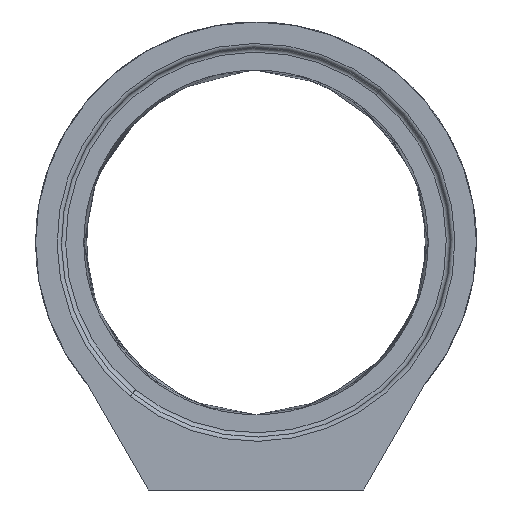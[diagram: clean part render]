
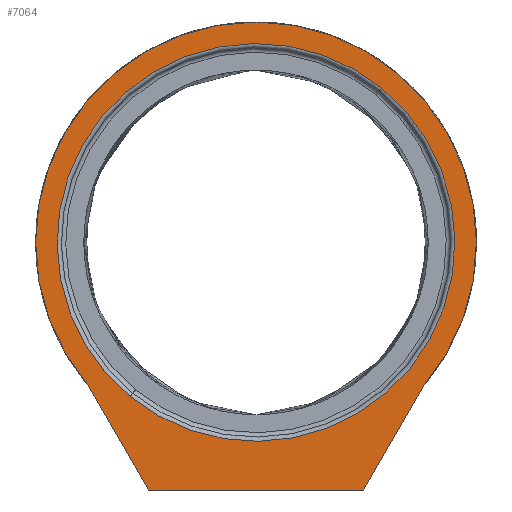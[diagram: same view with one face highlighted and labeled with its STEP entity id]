
A CAD part, left-side view. The second image highlights one B-rep face of the part: STEP entity #7064.
In plain terms, the highlighted face is planar.
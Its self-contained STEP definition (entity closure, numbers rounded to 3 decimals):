
#144 = DIRECTION ( 'NONE',  ( 0., 0., 1. ) ) ;
#297 = EDGE_LOOP ( 'NONE', ( #22200, #9172 ) ) ;
#860 = CARTESIAN_POINT ( 'NONE',  ( -357.878, -292.177, -100. ) ) ;
#882 = EDGE_CURVE ( 'NONE', #8290, #9464, #2891, .T. ) ;
#947 = ORIENTED_EDGE ( 'NONE', *, *, #12357, .F. ) ;
#2365 = CARTESIAN_POINT ( 'NONE',  ( 0., 0., -100. ) ) ;
#2574 = DIRECTION ( 'NONE',  ( -0.866, 0.5, 0. ) ) ;
#2781 = EDGE_CURVE ( 'NONE', #20293, #8290, #6052, .T. ) ;
#2891 = LINE ( 'NONE', #9976, #9518 ) ;
#2917 = ORIENTED_EDGE ( 'NONE', *, *, #2781, .T. ) ;
#3743 = CARTESIAN_POINT ( 'NONE',  ( -330.049, -391.422, -100. ) ) ;
#4684 = EDGE_LOOP ( 'NONE', ( #947, #2917, #11889, #19276, #14267 ) ) ;
#4694 = AXIS2_PLACEMENT_3D ( 'NONE', #2365, #6191, #11541 ) ;
#4751 = DIRECTION ( 'NONE',  ( 0., 0., 1. ) ) ;
#4813 = PLANE ( 'NONE',  #19949 ) ;
#6052 = LINE ( 'NONE', #18494, #17715 ) ;
#6191 = DIRECTION ( 'NONE',  ( 0., 0., 1. ) ) ;
#6890 = CARTESIAN_POINT ( 'NONE',  ( -575., 250., -100. ) ) ;
#7064 = ADVANCED_FACE ( 'NONE', ( #18541, #20730 ), #4813, .F. ) ;
#7533 = CARTESIAN_POINT ( 'NONE',  ( 512., 0., -100. ) ) ;
#8229 = VECTOR ( 'NONE', #13990, 1000. ) ;
#8290 = VERTEX_POINT ( 'NONE', #19529 ) ;
#8444 = CIRCLE ( 'NONE', #10293, 462. ) ;
#8753 = DIRECTION ( 'NONE',  ( 1., 0., 0. ) ) ;
#8772 = EDGE_CURVE ( 'NONE', #11378, #17828, #14722, .T. ) ;
#9172 = ORIENTED_EDGE ( 'NONE', *, *, #21588, .T. ) ;
#9464 = VERTEX_POINT ( 'NONE', #19095 ) ;
#9518 = VECTOR ( 'NONE', #22399, 1000. ) ;
#9976 = CARTESIAN_POINT ( 'NONE',  ( -575., -400., -100. ) ) ;
#9987 = DIRECTION ( 'NONE',  ( 0.775, 0.632, 0. ) ) ;
#10271 = LINE ( 'NONE', #6890, #8229 ) ;
#10293 = AXIS2_PLACEMENT_3D ( 'NONE', #12068, #4751, #9987 ) ;
#10732 = EDGE_CURVE ( 'NONE', #9464, #21050, #10271, .T. ) ;
#10822 = CARTESIAN_POINT ( 'NONE',  ( 0., 0., -100. ) ) ;
#10829 = AXIS2_PLACEMENT_3D ( 'NONE', #10822, #144, #16175 ) ;
#11206 = VERTEX_POINT ( 'NONE', #7533 ) ;
#11378 = VERTEX_POINT ( 'NONE', #22954 ) ;
#11541 = DIRECTION ( 'NONE',  ( 0.775, 0.632, 0. ) ) ;
#11889 = ORIENTED_EDGE ( 'NONE', *, *, #882, .T. ) ;
#12068 = CARTESIAN_POINT ( 'NONE',  ( 0., 0., -100. ) ) ;
#12159 = CARTESIAN_POINT ( 'NONE',  ( 0., 0., -100. ) ) ;
#12357 = EDGE_CURVE ( 'NONE', #20293, #11206, #16119, .T. ) ;
#13990 = DIRECTION ( 'NONE',  ( 0.866, 0.5, 0. ) ) ;
#14106 = DIRECTION ( 'NONE',  ( 0., 0., 1. ) ) ;
#14267 = ORIENTED_EDGE ( 'NONE', *, *, #16359, .F. ) ;
#14722 = CIRCLE ( 'NONE', #4694, 462. ) ;
#15765 = DIRECTION ( 'NONE',  ( 0., 0., 1. ) ) ;
#15876 = DIRECTION ( 'NONE',  ( 1., 0., 0. ) ) ;
#16119 = CIRCLE ( 'NONE', #22773, 512. ) ;
#16175 = DIRECTION ( 'NONE',  ( 1., 0., 0. ) ) ;
#16359 = EDGE_CURVE ( 'NONE', #11206, #21050, #20104, .T. ) ;
#17715 = VECTOR ( 'NONE', #2574, 1000. ) ;
#17828 = VERTEX_POINT ( 'NONE', #860 ) ;
#18494 = CARTESIAN_POINT ( 'NONE',  ( -315.192, -400., -100. ) ) ;
#18541 = FACE_BOUND ( 'NONE', #297, .T. ) ;
#19095 = CARTESIAN_POINT ( 'NONE',  ( -575., 250., -100. ) ) ;
#19214 = CARTESIAN_POINT ( 'NONE',  ( 0., 0., -100. ) ) ;
#19276 = ORIENTED_EDGE ( 'NONE', *, *, #10732, .T. ) ;
#19529 = CARTESIAN_POINT ( 'NONE',  ( -575., -250., -100. ) ) ;
#19949 = AXIS2_PLACEMENT_3D ( 'NONE', #19214, #14106, #8753 ) ;
#20104 = CIRCLE ( 'NONE', #10829, 512. ) ;
#20293 = VERTEX_POINT ( 'NONE', #3743 ) ;
#20452 = CARTESIAN_POINT ( 'NONE',  ( -330.049, 391.422, -100. ) ) ;
#20730 = FACE_OUTER_BOUND ( 'NONE', #4684, .T. ) ;
#21050 = VERTEX_POINT ( 'NONE', #20452 ) ;
#21588 = EDGE_CURVE ( 'NONE', #17828, #11378, #8444, .T. ) ;
#22200 = ORIENTED_EDGE ( 'NONE', *, *, #8772, .T. ) ;
#22399 = DIRECTION ( 'NONE',  ( 0., 1., 0. ) ) ;
#22773 = AXIS2_PLACEMENT_3D ( 'NONE', #12159, #15765, #15876 ) ;
#22954 = CARTESIAN_POINT ( 'NONE',  ( 357.878, 292.177, -100. ) ) ;
